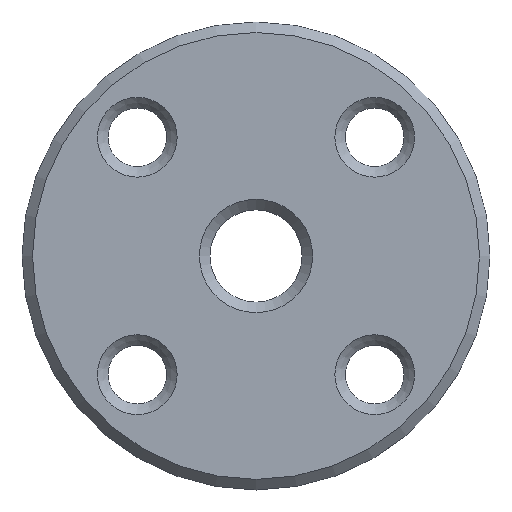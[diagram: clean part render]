
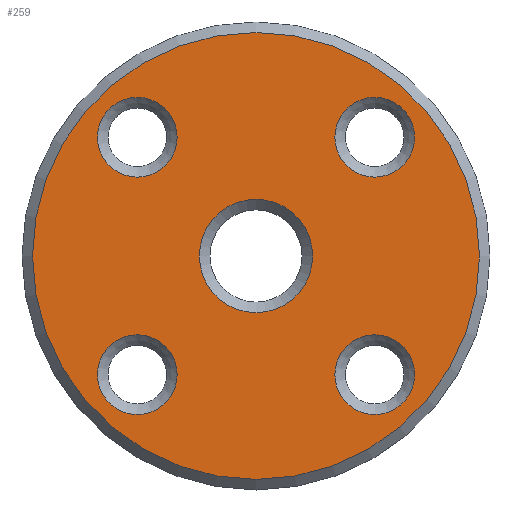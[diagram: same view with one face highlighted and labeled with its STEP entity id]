
A CAD part, top view. The second image highlights one B-rep face of the part: STEP entity #259.
In plain terms, the highlighted planar face has unit normal (0, 0, 1).
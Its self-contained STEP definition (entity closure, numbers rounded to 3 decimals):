
#29=PLANE('',#312);
#48=ORIENTED_EDGE('',*,*,#96,.T.);
#49=ORIENTED_EDGE('',*,*,#97,.T.);
#50=ORIENTED_EDGE('',*,*,#98,.T.);
#51=ORIENTED_EDGE('',*,*,#99,.T.);
#52=ORIENTED_EDGE('',*,*,#100,.T.);
#53=ORIENTED_EDGE('',*,*,#101,.T.);
#96=EDGE_CURVE('',#120,#120,#144,.F.);
#97=EDGE_CURVE('',#121,#121,#145,.T.);
#98=EDGE_CURVE('',#122,#122,#146,.T.);
#99=EDGE_CURVE('',#123,#123,#147,.T.);
#100=EDGE_CURVE('',#124,#124,#148,.T.);
#101=EDGE_CURVE('',#125,#125,#149,.T.);
#120=VERTEX_POINT('',#470);
#121=VERTEX_POINT('',#472);
#122=VERTEX_POINT('',#474);
#123=VERTEX_POINT('',#476);
#124=VERTEX_POINT('',#478);
#125=VERTEX_POINT('',#480);
#144=CIRCLE('',#313,10.65);
#145=CIRCLE('',#314,2.7);
#146=CIRCLE('',#315,1.9);
#147=CIRCLE('',#316,1.9);
#148=CIRCLE('',#317,1.9);
#149=CIRCLE('',#318,1.9);
#168=EDGE_LOOP('',(#48));
#169=EDGE_LOOP('',(#49));
#170=EDGE_LOOP('',(#50));
#171=EDGE_LOOP('',(#51));
#172=EDGE_LOOP('',(#52));
#173=EDGE_LOOP('',(#53));
#216=FACE_BOUND('',#168,.T.);
#217=FACE_BOUND('',#169,.T.);
#218=FACE_BOUND('',#170,.T.);
#219=FACE_BOUND('',#171,.T.);
#220=FACE_BOUND('',#172,.T.);
#221=FACE_BOUND('',#173,.T.);
#259=ADVANCED_FACE('',(#216,#217,#218,#219,#220,#221),#29,.F.);
#312=AXIS2_PLACEMENT_3D('',#468,#384,#385);
#313=AXIS2_PLACEMENT_3D('',#469,#386,#387);
#314=AXIS2_PLACEMENT_3D('',#471,#388,#389);
#315=AXIS2_PLACEMENT_3D('',#473,#390,#391);
#316=AXIS2_PLACEMENT_3D('',#475,#392,#393);
#317=AXIS2_PLACEMENT_3D('',#477,#394,#395);
#318=AXIS2_PLACEMENT_3D('',#479,#396,#397);
#384=DIRECTION('',(0.,0.,-1.));
#385=DIRECTION('',(1.,0.,0.));
#386=DIRECTION('',(0.,0.,-1.));
#387=DIRECTION('',(0.,1.,0.));
#388=DIRECTION('',(0.,0.,-1.));
#389=DIRECTION('',(0.,1.,0.));
#390=DIRECTION('',(0.,0.,-1.));
#391=DIRECTION('',(0.,1.,0.));
#392=DIRECTION('',(0.,0.,-1.));
#393=DIRECTION('',(0.,1.,0.));
#394=DIRECTION('',(0.,0.,-1.));
#395=DIRECTION('',(0.,1.,0.));
#396=DIRECTION('',(0.,0.,-1.));
#397=DIRECTION('',(0.,1.,0.));
#468=CARTESIAN_POINT('',(0.,-5.03,54.2));
#469=CARTESIAN_POINT('',(0.,0.,54.2));
#470=CARTESIAN_POINT('',(0.,10.65,54.2));
#471=CARTESIAN_POINT('',(0.,0.,54.2));
#472=CARTESIAN_POINT('',(0.,2.7,54.2));
#473=CARTESIAN_POINT('',(-5.657,5.657,54.2));
#474=CARTESIAN_POINT('',(-5.657,7.557,54.2));
#475=CARTESIAN_POINT('',(-5.657,-5.657,54.2));
#476=CARTESIAN_POINT('',(-5.657,-3.757,54.2));
#477=CARTESIAN_POINT('',(5.657,5.657,54.2));
#478=CARTESIAN_POINT('',(5.657,7.557,54.2));
#479=CARTESIAN_POINT('',(5.657,-5.657,54.2));
#480=CARTESIAN_POINT('',(5.657,-3.757,54.2));
